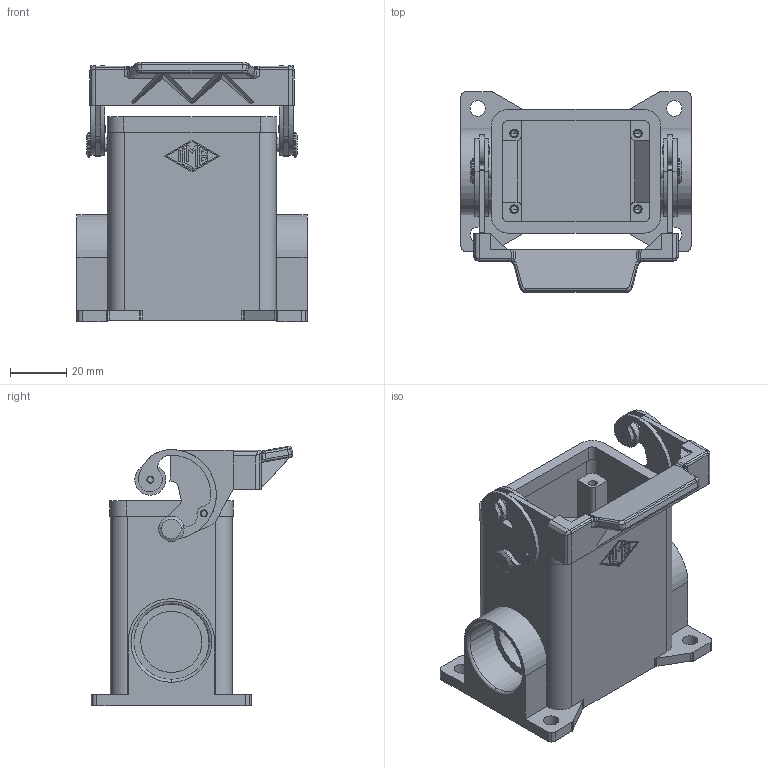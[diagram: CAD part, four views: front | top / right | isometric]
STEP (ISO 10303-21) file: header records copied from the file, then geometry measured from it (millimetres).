
FILE_DESCRIPTION((''),'2;1');
FILE_NAME('CAPW 06 L.stp','2006-12-20T17:15:26',('gembarski'),(''),'Autodesk Inventor 7','Autodesk Inventor 7','');
FILE_SCHEMA(('AUTOMOTIVE_DESIGN { 1 0 10303 214 1 1 1 1 }'));
Length unit declared in the file: millimetre
Products named in the file (1): CAPW 06 L
Bounding box: 82 x 71.7 x 92.42 mm (x, y, z)
Volume: 93164.8 mm3; surface area: 47737.1 mm2
Topology: 1 solids, 3 shells, 492 faces, 1308 edges, 845 vertices
Faces by surface type: bspline 174, plane 157, cylinder 139, torus 14, cone 4, sphere 4
Entity records: 18294 total; most frequent: CARTESIAN_POINT 6169, ORIENTED_EDGE 2590, DIRECTION 2480, EDGE_CURVE 1295, AXIS2_PLACEMENT_3D 884, VERTEX_POINT 845, VECTOR 712, LINE 712
